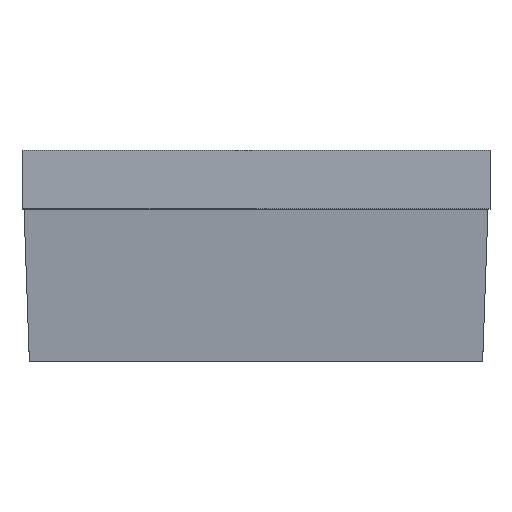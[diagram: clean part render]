
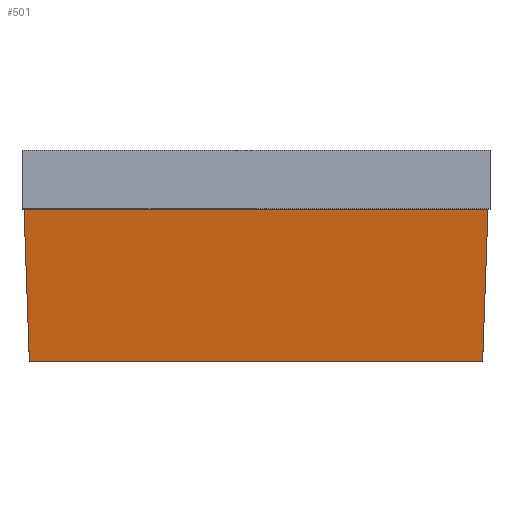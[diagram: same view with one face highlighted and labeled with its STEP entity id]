
A CAD part, top view. The second image highlights one B-rep face of the part: STEP entity #501.
In plain terms, the highlighted face is planar.
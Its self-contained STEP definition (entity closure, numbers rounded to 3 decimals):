
#45=DIRECTION('',(0.,0.,1.));
#46=VECTOR('',#45,7.62);
#47=CARTESIAN_POINT('',(3.55,1.27,-3.81));
#48=LINE('',#47,#46);
#53=DIRECTION('',(-0.122,-0.992,-0.035));
#54=VECTOR('',#53,3.327);
#55=CARTESIAN_POINT('',(3.955,4.57,-4.92));
#56=LINE('',#55,#54);
#60=DIRECTION('',(0.,0.,1.));
#61=VECTOR('',#60,9.841);
#62=CARTESIAN_POINT('',(3.955,4.57,-4.92));
#63=LINE('',#62,#61);
#67=DIRECTION('',(-0.122,-0.992,0.035));
#68=VECTOR('',#67,3.327);
#69=CARTESIAN_POINT('',(3.955,4.57,4.92));
#70=LINE('',#69,#68);
#207=DIRECTION('',(0.,0.,1.));
#208=VECTOR('',#207,1.226);
#209=CARTESIAN_POINT('',(3.55,1.27,3.81));
#210=LINE('',#209,#208);
#235=DIRECTION('',(0.,0.,1.));
#236=VECTOR('',#235,1.226);
#237=CARTESIAN_POINT('',(3.55,1.27,-5.036));
#238=LINE('',#237,#236);
#450=CARTESIAN_POINT('',(3.55,1.27,-3.81));
#451=CARTESIAN_POINT('',(3.55,1.27,3.81));
#452=VERTEX_POINT('',#450);
#453=VERTEX_POINT('',#451);
#464=CARTESIAN_POINT('',(3.955,4.57,4.92));
#465=VERTEX_POINT('',#464);
#466=CARTESIAN_POINT('',(3.55,1.27,5.036));
#467=VERTEX_POINT('',#466);
#478=CARTESIAN_POINT('',(3.955,4.57,-4.92));
#479=VERTEX_POINT('',#478);
#480=CARTESIAN_POINT('',(3.55,1.27,-5.036));
#481=VERTEX_POINT('',#480);
#482=CARTESIAN_POINT('',(3.955,4.57,-5.08));
#483=DIRECTION('',(-0.993,0.122,0.));
#484=DIRECTION('',(-0.122,-0.993,0.));
#485=AXIS2_PLACEMENT_3D('',#482,#483,#484);
#486=PLANE('',#485);
#488=ORIENTED_EDGE('',*,*,#487,.F.);
#490=ORIENTED_EDGE('',*,*,#489,.F.);
#492=ORIENTED_EDGE('',*,*,#491,.F.);
#494=ORIENTED_EDGE('',*,*,#493,.T.);
#496=ORIENTED_EDGE('',*,*,#495,.T.);
#498=ORIENTED_EDGE('',*,*,#497,.F.);
#499=EDGE_LOOP('',(#488,#490,#492,#494,#496,#498));
#500=FACE_OUTER_BOUND('',#499,.F.);
#501=ADVANCED_FACE('',(#500),#486,.T.);
#487=EDGE_CURVE('',#452,#453,#48,.T.);
#489=EDGE_CURVE('',#481,#452,#238,.T.);
#491=EDGE_CURVE('',#479,#481,#56,.T.);
#493=EDGE_CURVE('',#479,#465,#63,.T.);
#495=EDGE_CURVE('',#465,#467,#70,.T.);
#497=EDGE_CURVE('',#453,#467,#210,.T.);
